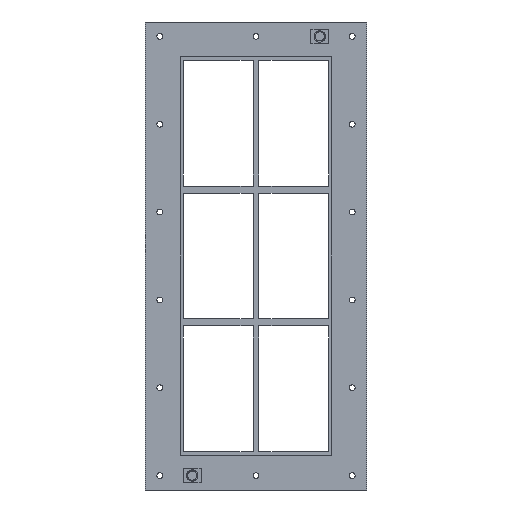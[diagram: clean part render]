
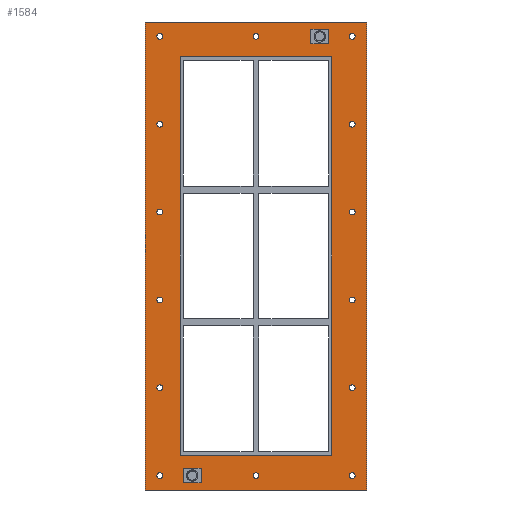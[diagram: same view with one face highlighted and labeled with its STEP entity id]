
A CAD part, front view. The second image highlights one B-rep face of the part: STEP entity #1584.
In plain terms, the highlighted planar face has unit normal (0, -1, 0).
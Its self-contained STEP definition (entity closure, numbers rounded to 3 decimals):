
#84=CARTESIAN_POINT('',(-161.5,0.0,-380.0));
#85=VERTEX_POINT('',#84);
#86=CARTESIAN_POINT('',(-166.5,0.0,-380.0));
#87=DIRECTION('',(0.0,1.0,0.0));
#88=DIRECTION('',(1.0,0.0,0.0));
#89=AXIS2_PLACEMENT_3D('',#86,#87,#88);
#90=CIRCLE('',#89,5.0);
#91=EDGE_CURVE('',#85,#85,#90,.T.);
#112=CARTESIAN_POINT('',(171.5,0.0,-228.));
#113=VERTEX_POINT('',#112);
#114=CARTESIAN_POINT('',(166.5,0.0,-228.));
#115=DIRECTION('',(0.0,1.0,0.0));
#116=DIRECTION('',(1.0,0.0,0.0));
#117=AXIS2_PLACEMENT_3D('',#114,#115,#116);
#118=CIRCLE('',#117,5.0);
#119=EDGE_CURVE('',#113,#113,#118,.T.);
#140=CARTESIAN_POINT('',(-161.5,0.0,-228.));
#141=VERTEX_POINT('',#140);
#142=CARTESIAN_POINT('',(-166.5,0.0,-228.));
#143=DIRECTION('',(0.0,1.0,0.0));
#144=DIRECTION('',(1.0,0.0,0.0));
#145=AXIS2_PLACEMENT_3D('',#142,#143,#144);
#146=CIRCLE('',#145,5.0);
#147=EDGE_CURVE('',#141,#141,#146,.T.);
#168=CARTESIAN_POINT('',(171.5,0.0,-76.0));
#169=VERTEX_POINT('',#168);
#170=CARTESIAN_POINT('',(166.5,0.0,-76.0));
#171=DIRECTION('',(0.0,1.0,0.0));
#172=DIRECTION('',(1.0,0.0,0.0));
#173=AXIS2_PLACEMENT_3D('',#170,#171,#172);
#174=CIRCLE('',#173,5.0);
#175=EDGE_CURVE('',#169,#169,#174,.T.);
#196=CARTESIAN_POINT('',(-161.5,0.0,-76.0));
#197=VERTEX_POINT('',#196);
#198=CARTESIAN_POINT('',(-166.5,0.0,-76.0));
#199=DIRECTION('',(0.0,1.0,0.0));
#200=DIRECTION('',(1.0,0.0,0.0));
#201=AXIS2_PLACEMENT_3D('',#198,#199,#200);
#202=CIRCLE('',#201,5.0);
#203=EDGE_CURVE('',#197,#197,#202,.T.);
#224=CARTESIAN_POINT('',(171.5,0.0,76.));
#225=VERTEX_POINT('',#224);
#226=CARTESIAN_POINT('',(166.5,0.0,76.));
#227=DIRECTION('',(0.0,1.0,0.0));
#228=DIRECTION('',(1.0,0.0,0.0));
#229=AXIS2_PLACEMENT_3D('',#226,#227,#228);
#230=CIRCLE('',#229,5.0);
#231=EDGE_CURVE('',#225,#225,#230,.T.);
#252=CARTESIAN_POINT('',(-161.5,0.0,76.));
#253=VERTEX_POINT('',#252);
#254=CARTESIAN_POINT('',(-166.5,0.0,76.));
#255=DIRECTION('',(0.0,1.0,0.0));
#256=DIRECTION('',(1.0,0.0,0.0));
#257=AXIS2_PLACEMENT_3D('',#254,#255,#256);
#258=CIRCLE('',#257,5.0);
#259=EDGE_CURVE('',#253,#253,#258,.T.);
#280=CARTESIAN_POINT('',(171.5,0.0,228.));
#281=VERTEX_POINT('',#280);
#282=CARTESIAN_POINT('',(166.5,0.0,228.));
#283=DIRECTION('',(0.0,1.0,0.0));
#284=DIRECTION('',(1.0,0.0,0.0));
#285=AXIS2_PLACEMENT_3D('',#282,#283,#284);
#286=CIRCLE('',#285,5.0);
#287=EDGE_CURVE('',#281,#281,#286,.T.);
#308=CARTESIAN_POINT('',(-161.5,0.0,228.));
#309=VERTEX_POINT('',#308);
#310=CARTESIAN_POINT('',(-166.5,0.0,228.));
#311=DIRECTION('',(0.0,1.0,0.0));
#312=DIRECTION('',(1.0,0.0,0.0));
#313=AXIS2_PLACEMENT_3D('',#310,#311,#312);
#314=CIRCLE('',#313,5.0);
#315=EDGE_CURVE('',#309,#309,#314,.T.);
#336=CARTESIAN_POINT('',(5.,0.0,380.0));
#337=VERTEX_POINT('',#336);
#338=CARTESIAN_POINT('',(0.,0.0,380.0));
#339=DIRECTION('',(0.0,1.0,0.0));
#340=DIRECTION('',(1.0,0.0,0.0));
#341=AXIS2_PLACEMENT_3D('',#338,#339,#340);
#342=CIRCLE('',#341,5.0);
#343=EDGE_CURVE('',#337,#337,#342,.T.);
#364=CARTESIAN_POINT('',(5.,0.0,-380.0));
#365=VERTEX_POINT('',#364);
#366=CARTESIAN_POINT('',(0.,0.0,-380.0));
#367=DIRECTION('',(0.0,1.0,0.0));
#368=DIRECTION('',(1.0,0.0,0.0));
#369=AXIS2_PLACEMENT_3D('',#366,#367,#368);
#370=CIRCLE('',#369,5.0);
#371=EDGE_CURVE('',#365,#365,#370,.T.);
#392=CARTESIAN_POINT('',(171.5,0.0,-380.0));
#393=VERTEX_POINT('',#392);
#394=CARTESIAN_POINT('',(166.5,0.0,-380.0));
#395=DIRECTION('',(0.0,1.0,0.0));
#396=DIRECTION('',(1.0,0.0,0.0));
#397=AXIS2_PLACEMENT_3D('',#394,#395,#396);
#398=CIRCLE('',#397,5.0);
#399=EDGE_CURVE('',#393,#393,#398,.T.);
#420=CARTESIAN_POINT('',(-161.5,0.0,380.0));
#421=VERTEX_POINT('',#420);
#422=CARTESIAN_POINT('',(-166.5,0.0,380.0));
#423=DIRECTION('',(0.0,1.0,0.0));
#424=DIRECTION('',(1.0,0.0,0.0));
#425=AXIS2_PLACEMENT_3D('',#422,#423,#424);
#426=CIRCLE('',#425,5.0);
#427=EDGE_CURVE('',#421,#421,#426,.T.);
#448=CARTESIAN_POINT('',(171.5,0.0,380.0));
#449=VERTEX_POINT('',#448);
#450=CARTESIAN_POINT('',(166.5,0.0,380.0));
#451=DIRECTION('',(0.0,1.0,0.0));
#452=DIRECTION('',(1.0,0.0,0.0));
#453=AXIS2_PLACEMENT_3D('',#450,#451,#452);
#454=CIRCLE('',#453,5.0);
#455=EDGE_CURVE('',#449,#449,#454,.T.);
#1433=CARTESIAN_POINT('',(0.0,0.0,0.));
#1434=DIRECTION('',(0.0,1.0,0.0));
#1435=DIRECTION('',(0.0,0.0,1.0));
#1436=AXIS2_PLACEMENT_3D('',#1433,#1434,#1435);
#1437=PLANE('',#1436);
#1438=CARTESIAN_POINT('',(-191.5,0.0,405.));
#1439=VERTEX_POINT('',#1438);
#1440=CARTESIAN_POINT('',(191.5,0.0,405.));
#1441=VERTEX_POINT('',#1440);
#1442=CARTESIAN_POINT('',(-191.5,0.0,405.));
#1443=DIRECTION('',(1.0,0.0,0.0));
#1444=VECTOR('',#1443,383.0);
#1445=LINE('',#1442,#1444);
#1446=EDGE_CURVE('',#1439,#1441,#1445,.T.);
#1447=ORIENTED_EDGE('',*,*,#1446,.F.);
#1448=CARTESIAN_POINT('',(-191.5,0.0,-405.0));
#1449=VERTEX_POINT('',#1448);
#1450=CARTESIAN_POINT('',(-191.5,0.0,-405.0));
#1451=DIRECTION('',(0.0,0.0,1.0));
#1452=VECTOR('',#1451,810.0);
#1453=LINE('',#1450,#1452);
#1454=EDGE_CURVE('',#1449,#1439,#1453,.T.);
#1455=ORIENTED_EDGE('',*,*,#1454,.F.);
#1456=CARTESIAN_POINT('',(191.5,0.0,-405.0));
#1457=VERTEX_POINT('',#1456);
#1458=CARTESIAN_POINT('',(191.5,0.0,-405.0));
#1459=DIRECTION('',(-1.0,0.0,0.0));
#1460=VECTOR('',#1459,383.0);
#1461=LINE('',#1458,#1460);
#1462=EDGE_CURVE('',#1457,#1449,#1461,.T.);
#1463=ORIENTED_EDGE('',*,*,#1462,.F.);
#1464=CARTESIAN_POINT('',(191.5,0.0,405.));
#1465=DIRECTION('',(0.0,0.0,-1.0));
#1466=VECTOR('',#1465,810.0);
#1467=LINE('',#1464,#1466);
#1468=EDGE_CURVE('',#1441,#1457,#1467,.T.);
#1469=ORIENTED_EDGE('',*,*,#1468,.F.);
#1470=EDGE_LOOP('',(#1447,#1455,#1463,#1469));
#1471=FACE_OUTER_BOUND('',#1470,.T.);
#1472=ORIENTED_EDGE('',*,*,#91,.T.);
#1473=EDGE_LOOP('',(#1472));
#1474=FACE_BOUND('',#1473,.T.);
#1475=ORIENTED_EDGE('',*,*,#119,.T.);
#1476=EDGE_LOOP('',(#1475));
#1477=FACE_BOUND('',#1476,.T.);
#1478=ORIENTED_EDGE('',*,*,#147,.T.);
#1479=EDGE_LOOP('',(#1478));
#1480=FACE_BOUND('',#1479,.T.);
#1481=ORIENTED_EDGE('',*,*,#175,.T.);
#1482=EDGE_LOOP('',(#1481));
#1483=FACE_BOUND('',#1482,.T.);
#1484=ORIENTED_EDGE('',*,*,#203,.T.);
#1485=EDGE_LOOP('',(#1484));
#1486=FACE_BOUND('',#1485,.T.);
#1487=ORIENTED_EDGE('',*,*,#231,.T.);
#1488=EDGE_LOOP('',(#1487));
#1489=FACE_BOUND('',#1488,.T.);
#1490=ORIENTED_EDGE('',*,*,#259,.T.);
#1491=EDGE_LOOP('',(#1490));
#1492=FACE_BOUND('',#1491,.T.);
#1493=ORIENTED_EDGE('',*,*,#287,.T.);
#1494=EDGE_LOOP('',(#1493));
#1495=FACE_BOUND('',#1494,.T.);
#1496=ORIENTED_EDGE('',*,*,#315,.T.);
#1497=EDGE_LOOP('',(#1496));
#1498=FACE_BOUND('',#1497,.T.);
#1499=ORIENTED_EDGE('',*,*,#343,.T.);
#1500=EDGE_LOOP('',(#1499));
#1501=FACE_BOUND('',#1500,.T.);
#1502=ORIENTED_EDGE('',*,*,#371,.T.);
#1503=EDGE_LOOP('',(#1502));
#1504=FACE_BOUND('',#1503,.T.);
#1505=ORIENTED_EDGE('',*,*,#399,.T.);
#1506=EDGE_LOOP('',(#1505));
#1507=FACE_BOUND('',#1506,.T.);
#1508=ORIENTED_EDGE('',*,*,#427,.T.);
#1509=EDGE_LOOP('',(#1508));
#1510=FACE_BOUND('',#1509,.T.);
#1511=ORIENTED_EDGE('',*,*,#455,.T.);
#1512=EDGE_LOOP('',(#1511));
#1513=FACE_BOUND('',#1512,.T.);
#1514=CARTESIAN_POINT('',(-129.5,0.0,345.));
#1515=VERTEX_POINT('',#1514);
#1516=CARTESIAN_POINT('',(-131.5,0.0,343.));
#1517=VERTEX_POINT('',#1516);
#1518=CARTESIAN_POINT('',(-129.5,0.0,343.));
#1519=DIRECTION('',(0.0,-1.0,0.0));
#1520=DIRECTION('',(-0.707,0.0,0.707));
#1521=AXIS2_PLACEMENT_3D('',#1518,#1519,#1520);
#1522=CIRCLE('',#1521,2.0);
#1523=EDGE_CURVE('',#1515,#1517,#1522,.T.);
#1524=ORIENTED_EDGE('',*,*,#1523,.F.);
#1525=CARTESIAN_POINT('',(129.5,0.0,345.));
#1526=VERTEX_POINT('',#1525);
#1527=CARTESIAN_POINT('',(129.5,0.0,345.));
#1528=DIRECTION('',(-1.0,0.0,0.0));
#1529=VECTOR('',#1528,259.0);
#1530=LINE('',#1527,#1529);
#1531=EDGE_CURVE('',#1526,#1515,#1530,.T.);
#1532=ORIENTED_EDGE('',*,*,#1531,.F.);
#1533=CARTESIAN_POINT('',(131.5,0.0,343.));
#1534=VERTEX_POINT('',#1533);
#1535=CARTESIAN_POINT('',(129.5,0.0,343.));
#1536=DIRECTION('',(0.0,-1.0,0.0));
#1537=DIRECTION('',(0.707,0.0,0.707));
#1538=AXIS2_PLACEMENT_3D('',#1535,#1536,#1537);
#1539=CIRCLE('',#1538,2.0);
#1540=EDGE_CURVE('',#1534,#1526,#1539,.T.);
#1541=ORIENTED_EDGE('',*,*,#1540,.F.);
#1542=CARTESIAN_POINT('',(131.5,0.0,-343.));
#1543=VERTEX_POINT('',#1542);
#1544=CARTESIAN_POINT('',(131.5,0.0,-343.));
#1545=DIRECTION('',(0.0,0.0,1.0));
#1546=VECTOR('',#1545,686.0);
#1547=LINE('',#1544,#1546);
#1548=EDGE_CURVE('',#1543,#1534,#1547,.T.);
#1549=ORIENTED_EDGE('',*,*,#1548,.F.);
#1550=CARTESIAN_POINT('',(129.5,0.0,-345.));
#1551=VERTEX_POINT('',#1550);
#1552=CARTESIAN_POINT('',(129.5,0.0,-343.));
#1553=DIRECTION('',(0.0,-1.0,0.0));
#1554=DIRECTION('',(0.707,0.0,-0.707));
#1555=AXIS2_PLACEMENT_3D('',#1552,#1553,#1554);
#1556=CIRCLE('',#1555,2.0);
#1557=EDGE_CURVE('',#1551,#1543,#1556,.T.);
#1558=ORIENTED_EDGE('',*,*,#1557,.F.);
#1559=CARTESIAN_POINT('',(-129.5,0.0,-345.));
#1560=VERTEX_POINT('',#1559);
#1561=CARTESIAN_POINT('',(-129.5,0.0,-345.));
#1562=DIRECTION('',(1.0,0.0,0.0));
#1563=VECTOR('',#1562,259.0);
#1564=LINE('',#1561,#1563);
#1565=EDGE_CURVE('',#1560,#1551,#1564,.T.);
#1566=ORIENTED_EDGE('',*,*,#1565,.F.);
#1567=CARTESIAN_POINT('',(-131.5,0.0,-343.));
#1568=VERTEX_POINT('',#1567);
#1569=CARTESIAN_POINT('',(-129.5,0.0,-343.));
#1570=DIRECTION('',(0.0,-1.0,0.0));
#1571=DIRECTION('',(-0.707,0.0,-0.707));
#1572=AXIS2_PLACEMENT_3D('',#1569,#1570,#1571);
#1573=CIRCLE('',#1572,2.0);
#1574=EDGE_CURVE('',#1568,#1560,#1573,.T.);
#1575=ORIENTED_EDGE('',*,*,#1574,.F.);
#1576=CARTESIAN_POINT('',(-131.5,0.0,343.0));
#1577=DIRECTION('',(0.0,0.0,-1.0));
#1578=VECTOR('',#1577,686.0);
#1579=LINE('',#1576,#1578);
#1580=EDGE_CURVE('',#1517,#1568,#1579,.T.);
#1581=ORIENTED_EDGE('',*,*,#1580,.F.);
#1582=EDGE_LOOP('',(#1524,#1532,#1541,#1549,#1558,#1566,#1575,#1581));
#1583=FACE_BOUND('',#1582,.T.);
#1584=ADVANCED_FACE('',(#1471,#1474,#1477,#1480,#1483,#1486,#1489,#1492,#1495,#1498,#1501,#1504,#1507,#1510,#1513,#1583),#1437,.F.);
